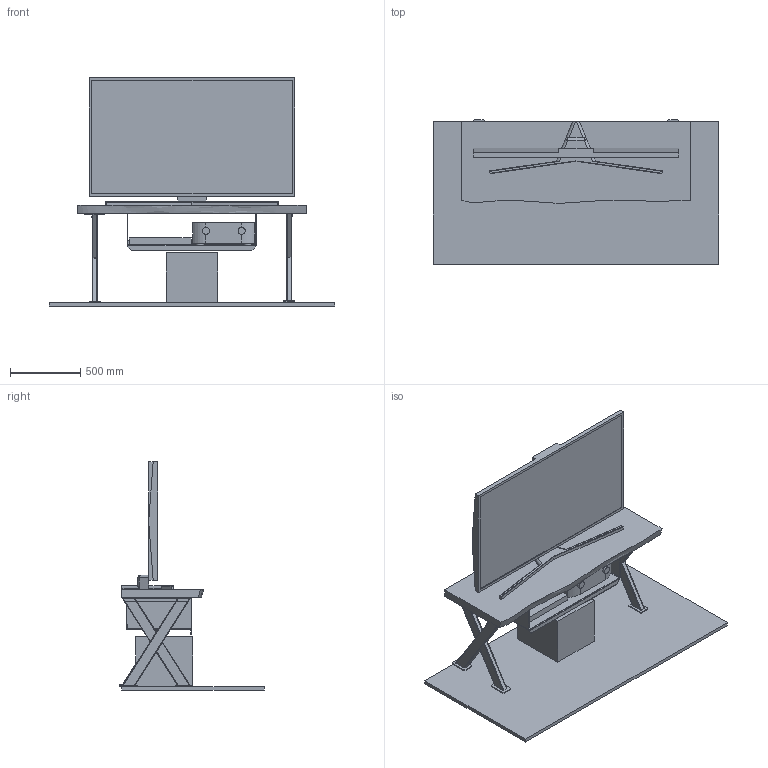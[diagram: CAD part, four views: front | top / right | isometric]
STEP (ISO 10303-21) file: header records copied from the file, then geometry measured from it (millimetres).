
FILE_DESCRIPTION(/* description */ (''),/* implementation_level */ '2;1');
FILE_NAME(/* name */ 'TV_Stand_Assembly.stp',/* time_stamp */ '2018-08-20T14:18:19-04:00',/* author */ ('ub0303v'),/* organization */ (''),/* preprocessor_version */ 'ST-DEVELOPER v15.2',/* originating_system */ 'Autodesk Inventor 2014',/* authorisation */ '');
FILE_SCHEMA (('AUTOMOTIVE_DESIGN { 1 0 10303 214 3 1 1 }'));
Length unit declared in the file: inch
Products named in the file (13): ground; slab; tele; sub; ampli; AC-filter; Support; patte-1; patte-2; patte-3; patte-4; assemblage_patte; assemblage_meuble-tele
Bounding box: 2032 x 1028.7 x 1625.15 mm (x, y, z)
Volume: 246614573.3 mm3; surface area: 14048007.2 mm2
Topology: 21 solids, 21 shells, 382 faces, 925 edges, 595 vertices
Faces by surface type: plane 258, cylinder 121, sphere 2, bspline 1
Full cylindrical faces by diameter (mm): 7.938 x22, 50.8 x6, 55.562 x4
Entity records: 7804 total; most frequent: CARTESIAN_POINT 1553, DIRECTION 1268, ORIENTED_EDGE 1140, EDGE_CURVE 570, AXIS2_PLACEMENT_3D 425, LINE 418, VECTOR 418, VERTEX_POINT 371
